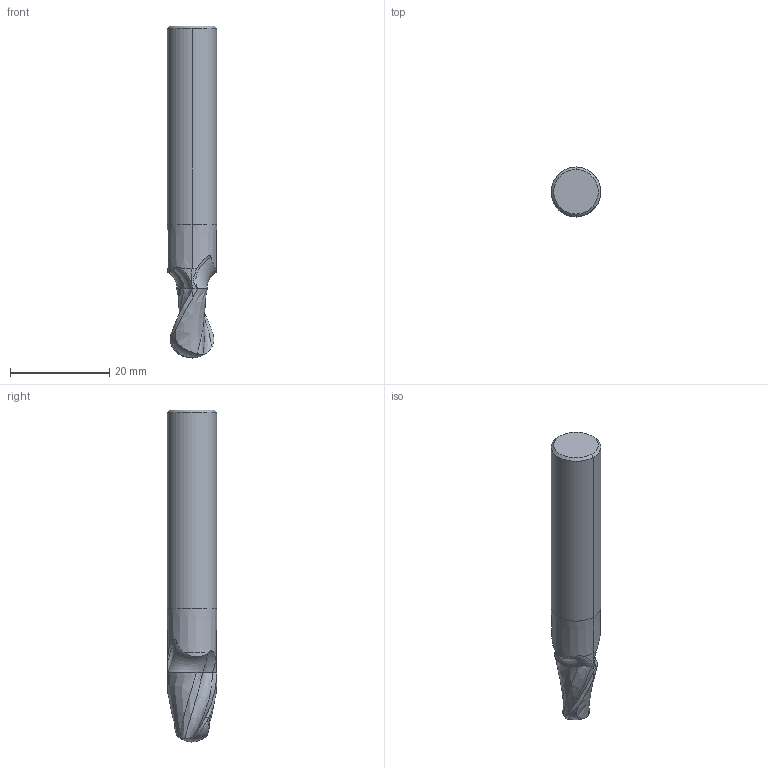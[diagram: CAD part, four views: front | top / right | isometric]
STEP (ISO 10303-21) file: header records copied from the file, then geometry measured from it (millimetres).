
FILE_DESCRIPTION(('no description'),'unknown implementation level');
FILE_NAME('K203103-10_10-Detail.stp',' ',('CIMSOURCE GmbH'),('CADClick - KiM GmbH - www.kimweb.de'),'unknown preprocess','ACIS','unknown authorization');
FILE_SCHEMA(('automotive_design'));
Length unit declared in the file: millimetre
Products named in the file (2): NOCUT; CUT
Bounding box: 10 x 10 x 67 mm (x, y, z)
Volume: 4484 mm3; surface area: 2169.3 mm2
Topology: 2 solids, 2 shells, 66 faces, 182 edges, 117 vertices
Faces by surface type: bspline 16, cone 14, plane 12, revolution 10, cylinder 8, sphere 6
Entity records: 7794 total; most frequent: CARTESIAN_POINT 4265, STYLED_ITEM 363, PRESENTATION_STYLE_ASSIGNMENT 363, COLOUR_RGB 363, ORIENTED_EDGE 356, DIRECTION 240, EDGE_CURVE 178, CURVE_STYLE 178
